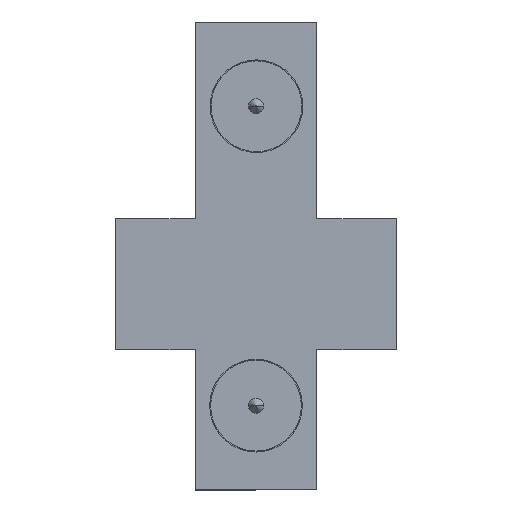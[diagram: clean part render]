
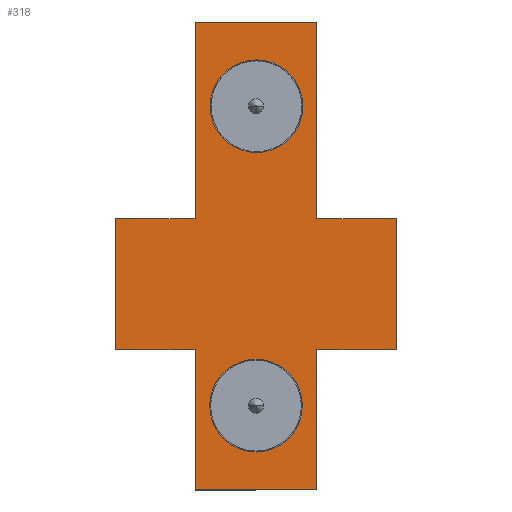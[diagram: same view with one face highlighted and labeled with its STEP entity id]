
A CAD part, top view. The second image highlights one B-rep face of the part: STEP entity #318.
In plain terms, the highlighted planar face has unit normal (0, 0, 1).
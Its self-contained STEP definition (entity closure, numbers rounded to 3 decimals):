
#5 = CARTESIAN_POINT ( 'NONE',  ( 6.5, 29., 6. ) ) ;
#25 = CARTESIAN_POINT ( 'NONE',  ( 15., 15., 6. ) ) ;
#31 = CARTESIAN_POINT ( 'NONE',  ( -6.5, 50., 6. ) ) ;
#37 = CARTESIAN_POINT ( 'NONE',  ( -6.5, 15., 6. ) ) ;
#46 = VERTEX_POINT ( 'NONE', #67 ) ;
#47 = VERTEX_POINT ( 'NONE', #511 ) ;
#58 = DIRECTION ( 'NONE',  ( 0., -1., 0. ) ) ;
#63 = EDGE_CURVE ( 'NONE', #937, #172, #958, .T. ) ;
#66 = DIRECTION ( 'NONE',  ( 1., 0., 0. ) ) ;
#67 = CARTESIAN_POINT ( 'NONE',  ( -4.95, 9., 6. ) ) ;
#88 = CIRCLE ( 'NONE', #922, 4.95 ) ;
#89 = LINE ( 'NONE', #780, #1148 ) ;
#98 = CARTESIAN_POINT ( 'NONE',  ( -15., 15., 6. ) ) ;
#99 = LINE ( 'NONE', #1131, #118 ) ;
#103 = CIRCLE ( 'NONE', #1133, 4.95 ) ;
#107 = AXIS2_PLACEMENT_3D ( 'NONE', #805, #122, #347 ) ;
#109 = DIRECTION ( 'NONE',  ( 0., 0., 1. ) ) ;
#118 = VECTOR ( 'NONE', #789, 1000. ) ;
#122 = DIRECTION ( 'NONE',  ( 0., 0., 1. ) ) ;
#123 = DIRECTION ( 'NONE',  ( 0., 1., 0. ) ) ;
#138 = ORIENTED_EDGE ( 'NONE', *, *, #1415, .F. ) ;
#155 = VERTEX_POINT ( 'NONE', #324 ) ;
#159 = LINE ( 'NONE', #31, #1020 ) ;
#160 = FACE_BOUND ( 'NONE', #196, .T. ) ;
#172 = VERTEX_POINT ( 'NONE', #421 ) ;
#185 = FACE_BOUND ( 'NONE', #439, .T. ) ;
#187 = VECTOR ( 'NONE', #794, 1000. ) ;
#196 = EDGE_LOOP ( 'NONE', ( #305, #1299 ) ) ;
#202 = VECTOR ( 'NONE', #1017, 1000. ) ;
#207 = ORIENTED_EDGE ( 'NONE', *, *, #504, .T. ) ;
#223 = CARTESIAN_POINT ( 'NONE',  ( 6.5, 15., 6. ) ) ;
#240 = CARTESIAN_POINT ( 'NONE',  ( 6.5, 15., 6. ) ) ;
#246 = DIRECTION ( 'NONE',  ( -1., 0., 0. ) ) ;
#268 = ORIENTED_EDGE ( 'NONE', *, *, #1260, .T. ) ;
#273 = CARTESIAN_POINT ( 'NONE',  ( 6.5, 50., 6. ) ) ;
#278 = VERTEX_POINT ( 'NONE', #861 ) ;
#281 = DIRECTION ( 'NONE',  ( 1., 0., 0. ) ) ;
#297 = VECTOR ( 'NONE', #281, 1000. ) ;
#305 = ORIENTED_EDGE ( 'NONE', *, *, #378, .F. ) ;
#310 = VECTOR ( 'NONE', #123, 1000. ) ;
#318 = ADVANCED_FACE ( 'NONE', ( #185, #160, #1413 ), #638, .T. ) ;
#324 = CARTESIAN_POINT ( 'NONE',  ( -6.5, 29., 6. ) ) ;
#337 = EDGE_CURVE ( 'NONE', #1345, #1127, #941, .T. ) ;
#347 = DIRECTION ( 'NONE',  ( 1., 0., 0. ) ) ;
#378 = EDGE_CURVE ( 'NONE', #581, #46, #88, .T. ) ;
#390 = VECTOR ( 'NONE', #246, 1000. ) ;
#395 = DIRECTION ( 'NONE',  ( 1., 0., 0. ) ) ;
#421 = CARTESIAN_POINT ( 'NONE',  ( 6.5, 0., 6. ) ) ;
#439 = EDGE_LOOP ( 'NONE', ( #985, #138 ) ) ;
#461 = ORIENTED_EDGE ( 'NONE', *, *, #469, .T. ) ;
#469 = EDGE_CURVE ( 'NONE', #1407, #937, #1075, .T. ) ;
#478 = CARTESIAN_POINT ( 'NONE',  ( 5., 41., 6. ) ) ;
#504 = EDGE_CURVE ( 'NONE', #1325, #1407, #748, .T. ) ;
#511 = CARTESIAN_POINT ( 'NONE',  ( -15., 29., 6. ) ) ;
#523 = ORIENTED_EDGE ( 'NONE', *, *, #741, .T. ) ;
#529 = DIRECTION ( 'NONE',  ( 0., 0., 1. ) ) ;
#545 = CARTESIAN_POINT ( 'NONE',  ( 6.5, 50., 6. ) ) ;
#560 = CIRCLE ( 'NONE', #107, 4.95 ) ;
#581 = VERTEX_POINT ( 'NONE', #627 ) ;
#593 = LINE ( 'NONE', #240, #310 ) ;
#597 = DIRECTION ( 'NONE',  ( -1., 0., 0. ) ) ;
#600 = DIRECTION ( 'NONE',  ( 0., 0., 1. ) ) ;
#601 = ORIENTED_EDGE ( 'NONE', *, *, #63, .T. ) ;
#627 = CARTESIAN_POINT ( 'NONE',  ( 4.95, 9., 6. ) ) ;
#636 = VERTEX_POINT ( 'NONE', #545 ) ;
#638 = PLANE ( 'NONE',  #1301 ) ;
#657 = LINE ( 'NONE', #938, #187 ) ;
#661 = VECTOR ( 'NONE', #1049, 1000. ) ;
#676 = CARTESIAN_POINT ( 'NONE',  ( -15., 29., 6. ) ) ;
#677 = AXIS2_PLACEMENT_3D ( 'NONE', #908, #109, #1122 ) ;
#680 = CARTESIAN_POINT ( 'NONE',  ( 0., 9., 6. ) ) ;
#718 = EDGE_CURVE ( 'NONE', #46, #581, #103, .T. ) ;
#730 = EDGE_CURVE ( 'NONE', #1429, #278, #1319, .T. ) ;
#741 = EDGE_CURVE ( 'NONE', #47, #1325, #89, .T. ) ;
#748 = LINE ( 'NONE', #37, #833 ) ;
#780 = CARTESIAN_POINT ( 'NONE',  ( -15., 15., 6. ) ) ;
#789 = DIRECTION ( 'NONE',  ( 0., 1., 0. ) ) ;
#794 = DIRECTION ( 'NONE',  ( 0., -1., 0. ) ) ;
#805 = CARTESIAN_POINT ( 'NONE',  ( 0.05, 41., 6. ) ) ;
#826 = CARTESIAN_POINT ( 'NONE',  ( -6.5, 0., 6. ) ) ;
#833 = VECTOR ( 'NONE', #66, 1000. ) ;
#842 = CARTESIAN_POINT ( 'NONE',  ( 6.5, 0., 6. ) ) ;
#861 = CARTESIAN_POINT ( 'NONE',  ( -4.9, 41., 6. ) ) ;
#866 = ORIENTED_EDGE ( 'NONE', *, *, #1387, .T. ) ;
#906 = LINE ( 'NONE', #5, #390 ) ;
#908 = CARTESIAN_POINT ( 'NONE',  ( 0.05, 41., 6. ) ) ;
#922 = AXIS2_PLACEMENT_3D ( 'NONE', #1255, #600, #1057 ) ;
#924 = VERTEX_POINT ( 'NONE', #979 ) ;
#937 = VERTEX_POINT ( 'NONE', #826 ) ;
#938 = CARTESIAN_POINT ( 'NONE',  ( -6.5, 29., 6. ) ) ;
#940 = VERTEX_POINT ( 'NONE', #1071 ) ;
#941 = LINE ( 'NONE', #25, #661 ) ;
#958 = LINE ( 'NONE', #842, #297 ) ;
#976 = CARTESIAN_POINT ( 'NONE',  ( -6.5, 0., 6. ) ) ;
#979 = CARTESIAN_POINT ( 'NONE',  ( -6.5, 50., 6. ) ) ;
#985 = ORIENTED_EDGE ( 'NONE', *, *, #730, .F. ) ;
#999 = ORIENTED_EDGE ( 'NONE', *, *, #337, .T. ) ;
#1013 = EDGE_CURVE ( 'NONE', #1127, #940, #99, .T. ) ;
#1017 = DIRECTION ( 'NONE',  ( -1., 0., 0. ) ) ;
#1019 = DIRECTION ( 'NONE',  ( 0., -1., 0. ) ) ;
#1020 = VECTOR ( 'NONE', #597, 1000. ) ;
#1035 = ORIENTED_EDGE ( 'NONE', *, *, #1089, .T. ) ;
#1039 = CARTESIAN_POINT ( 'NONE',  ( -6.5, 15., 6. ) ) ;
#1049 = DIRECTION ( 'NONE',  ( 1., 0., 0. ) ) ;
#1053 = VERTEX_POINT ( 'NONE', #1233 ) ;
#1054 = DIRECTION ( 'NONE',  ( 0., 1., 0. ) ) ;
#1057 = DIRECTION ( 'NONE',  ( 1., 0., 0. ) ) ;
#1071 = CARTESIAN_POINT ( 'NONE',  ( 15., 29., 6. ) ) ;
#1075 = LINE ( 'NONE', #976, #1225 ) ;
#1080 = EDGE_CURVE ( 'NONE', #155, #47, #1331, .T. ) ;
#1089 = EDGE_CURVE ( 'NONE', #940, #1053, #906, .T. ) ;
#1090 = EDGE_LOOP ( 'NONE', ( #1202, #523, #207, #461, #601, #1210, #999, #1355, #1035, #268, #1431, #866 ) ) ;
#1097 = CARTESIAN_POINT ( 'NONE',  ( 0., 0., 6. ) ) ;
#1122 = DIRECTION ( 'NONE',  ( 1., 0., 0. ) ) ;
#1127 = VERTEX_POINT ( 'NONE', #1147 ) ;
#1131 = CARTESIAN_POINT ( 'NONE',  ( 15., 29., 6. ) ) ;
#1133 = AXIS2_PLACEMENT_3D ( 'NONE', #680, #1454, #1135 ) ;
#1135 = DIRECTION ( 'NONE',  ( 1., 0., 0. ) ) ;
#1147 = CARTESIAN_POINT ( 'NONE',  ( 15., 15., 6. ) ) ;
#1148 = VECTOR ( 'NONE', #1019, 1000. ) ;
#1202 = ORIENTED_EDGE ( 'NONE', *, *, #1080, .T. ) ;
#1210 = ORIENTED_EDGE ( 'NONE', *, *, #1221, .T. ) ;
#1221 = EDGE_CURVE ( 'NONE', #172, #1345, #593, .T. ) ;
#1225 = VECTOR ( 'NONE', #58, 1000. ) ;
#1233 = CARTESIAN_POINT ( 'NONE',  ( 6.5, 29., 6. ) ) ;
#1255 = CARTESIAN_POINT ( 'NONE',  ( 0., 9., 6. ) ) ;
#1260 = EDGE_CURVE ( 'NONE', #1053, #636, #1412, .T. ) ;
#1276 = EDGE_CURVE ( 'NONE', #636, #924, #159, .T. ) ;
#1299 = ORIENTED_EDGE ( 'NONE', *, *, #718, .F. ) ;
#1301 = AXIS2_PLACEMENT_3D ( 'NONE', #1097, #529, #395 ) ;
#1319 = CIRCLE ( 'NONE', #677, 4.95 ) ;
#1325 = VERTEX_POINT ( 'NONE', #98 ) ;
#1331 = LINE ( 'NONE', #676, #202 ) ;
#1333 = VECTOR ( 'NONE', #1054, 1000. ) ;
#1345 = VERTEX_POINT ( 'NONE', #223 ) ;
#1355 = ORIENTED_EDGE ( 'NONE', *, *, #1013, .T. ) ;
#1387 = EDGE_CURVE ( 'NONE', #924, #155, #657, .T. ) ;
#1407 = VERTEX_POINT ( 'NONE', #1039 ) ;
#1412 = LINE ( 'NONE', #273, #1333 ) ;
#1413 = FACE_OUTER_BOUND ( 'NONE', #1090, .T. ) ;
#1415 = EDGE_CURVE ( 'NONE', #278, #1429, #560, .T. ) ;
#1429 = VERTEX_POINT ( 'NONE', #478 ) ;
#1431 = ORIENTED_EDGE ( 'NONE', *, *, #1276, .T. ) ;
#1454 = DIRECTION ( 'NONE',  ( 0., 0., 1. ) ) ;
